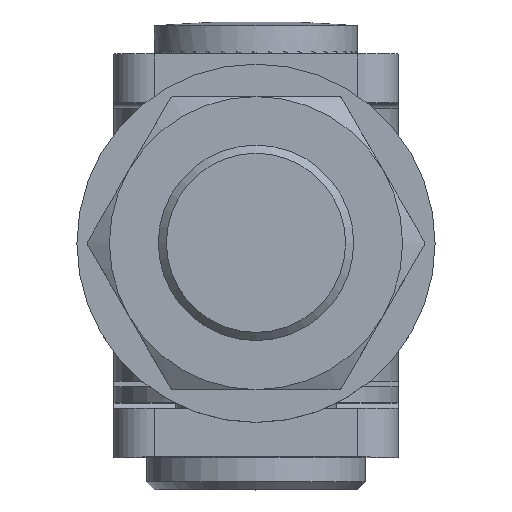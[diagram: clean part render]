
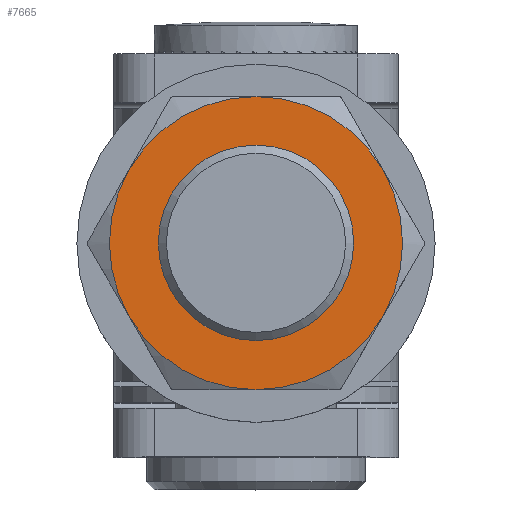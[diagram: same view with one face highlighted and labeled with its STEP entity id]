
A CAD part, top view. The second image highlights one B-rep face of the part: STEP entity #7665.
In plain terms, the highlighted face is planar.
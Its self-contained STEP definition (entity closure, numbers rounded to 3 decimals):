
#188 = ORIENTED_EDGE ( 'NONE', *, *, #18900, .F. ) ;
#360 = DIRECTION ( 'NONE',  ( 0., -1., 0. ) ) ;
#543 = FACE_OUTER_BOUND ( 'NONE', #3590, .T. ) ;
#764 = DIRECTION ( 'NONE',  ( 0., 1., 0. ) ) ;
#867 = VERTEX_POINT ( 'NONE', #9008 ) ;
#1400 = CARTESIAN_POINT ( 'NONE',  ( 0., 5., 0. ) ) ;
#1608 = CARTESIAN_POINT ( 'NONE',  ( 0., 5., -18. ) ) ;
#1893 = DIRECTION ( 'NONE',  ( 0., -1., 0. ) ) ;
#1987 = CARTESIAN_POINT ( 'NONE',  ( -15.588, 5., 9. ) ) ;
#2386 = CARTESIAN_POINT ( 'NONE',  ( 15.588, 5., 9. ) ) ;
#2568 = AXIS2_PLACEMENT_3D ( 'NONE', #10097, #764, #23061 ) ;
#3590 = EDGE_LOOP ( 'NONE', ( #9427, #15903, #23811, #188, #4831, #14282 ) ) ;
#3754 = CARTESIAN_POINT ( 'NONE',  ( 0., 5., 0. ) ) ;
#3804 = DIRECTION ( 'NONE',  ( 0., -1., 0. ) ) ;
#3947 = EDGE_CURVE ( 'NONE', #22050, #14315, #17284, .T. ) ;
#4044 = ORIENTED_EDGE ( 'NONE', *, *, #23091, .T. ) ;
#4454 = DIRECTION ( 'NONE',  ( 0., 0., 1. ) ) ;
#4671 = DIRECTION ( 'NONE',  ( 0., 0., -1. ) ) ;
#4760 = DIRECTION ( 'NONE',  ( 0., -1., 0. ) ) ;
#4831 = ORIENTED_EDGE ( 'NONE', *, *, #3947, .F. ) ;
#4964 = DIRECTION ( 'NONE',  ( 0., -1., 0. ) ) ;
#5381 = VERTEX_POINT ( 'NONE', #23415 ) ;
#5445 = FACE_BOUND ( 'NONE', #12320, .T. ) ;
#6059 = DIRECTION ( 'NONE',  ( 0., 0., 1. ) ) ;
#6333 = AXIS2_PLACEMENT_3D ( 'NONE', #23830, #20444, #22118 ) ;
#6449 = VERTEX_POINT ( 'NONE', #2386 ) ;
#6582 = CIRCLE ( 'NONE', #6333, 18. ) ;
#7023 = AXIS2_PLACEMENT_3D ( 'NONE', #3754, #1893, #20529 ) ;
#7665 = ADVANCED_FACE ( 'NONE', ( #5445, #543 ), #19108, .T. ) ;
#8389 = AXIS2_PLACEMENT_3D ( 'NONE', #12794, #3804, #13127 ) ;
#8995 = EDGE_CURVE ( 'NONE', #12276, #22050, #6582, .T. ) ;
#9008 = CARTESIAN_POINT ( 'NONE',  ( 0., 5., 18. ) ) ;
#9249 = EDGE_CURVE ( 'NONE', #6449, #867, #19039, .T. ) ;
#9427 = ORIENTED_EDGE ( 'NONE', *, *, #16445, .F. ) ;
#10097 = CARTESIAN_POINT ( 'NONE',  ( 0., 5., 0. ) ) ;
#10418 = AXIS2_PLACEMENT_3D ( 'NONE', #15742, #15654, #4671 ) ;
#10498 = CIRCLE ( 'NONE', #16040, 11. ) ;
#10560 = CIRCLE ( 'NONE', #8389, 18. ) ;
#11678 = AXIS2_PLACEMENT_3D ( 'NONE', #19133, #4760, #4454 ) ;
#12276 = VERTEX_POINT ( 'NONE', #1987 ) ;
#12320 = EDGE_LOOP ( 'NONE', ( #4044 ) ) ;
#12373 = CIRCLE ( 'NONE', #10418, 18. ) ;
#12794 = CARTESIAN_POINT ( 'NONE',  ( 0., 5., 0. ) ) ;
#13127 = DIRECTION ( 'NONE',  ( 0., 0., 1. ) ) ;
#14263 = AXIS2_PLACEMENT_3D ( 'NONE', #22328, #360, #6059 ) ;
#14282 = ORIENTED_EDGE ( 'NONE', *, *, #8995, .F. ) ;
#14315 = VERTEX_POINT ( 'NONE', #1608 ) ;
#15031 = CARTESIAN_POINT ( 'NONE',  ( 0., 5., 11. ) ) ;
#15654 = DIRECTION ( 'NONE',  ( 0., -1., 0. ) ) ;
#15742 = CARTESIAN_POINT ( 'NONE',  ( 0., 5., 0. ) ) ;
#15903 = ORIENTED_EDGE ( 'NONE', *, *, #9249, .F. ) ;
#15946 = EDGE_CURVE ( 'NONE', #5381, #6449, #23546, .T. ) ;
#16040 = AXIS2_PLACEMENT_3D ( 'NONE', #1400, #4964, #21268 ) ;
#16445 = EDGE_CURVE ( 'NONE', #867, #12276, #10560, .T. ) ;
#17284 = CIRCLE ( 'NONE', #14263, 18. ) ;
#18900 = EDGE_CURVE ( 'NONE', #14315, #5381, #12373, .T. ) ;
#19039 = CIRCLE ( 'NONE', #11678, 18. ) ;
#19108 = PLANE ( 'NONE',  #2568 ) ;
#19133 = CARTESIAN_POINT ( 'NONE',  ( 0., 5., 0. ) ) ;
#19399 = CARTESIAN_POINT ( 'NONE',  ( -15.588, 5., -9. ) ) ;
#20444 = DIRECTION ( 'NONE',  ( 0., -1., 0. ) ) ;
#20529 = DIRECTION ( 'NONE',  ( 0., 0., 1. ) ) ;
#21268 = DIRECTION ( 'NONE',  ( 0., 0., 1. ) ) ;
#22050 = VERTEX_POINT ( 'NONE', #19399 ) ;
#22118 = DIRECTION ( 'NONE',  ( 0., 0., 1. ) ) ;
#22328 = CARTESIAN_POINT ( 'NONE',  ( 0., 5., 0. ) ) ;
#22701 = VERTEX_POINT ( 'NONE', #15031 ) ;
#23061 = DIRECTION ( 'NONE',  ( 0., 0., 1. ) ) ;
#23091 = EDGE_CURVE ( 'NONE', #22701, #22701, #10498, .T. ) ;
#23415 = CARTESIAN_POINT ( 'NONE',  ( 15.588, 5., -9. ) ) ;
#23546 = CIRCLE ( 'NONE', #7023, 18. ) ;
#23811 = ORIENTED_EDGE ( 'NONE', *, *, #15946, .F. ) ;
#23830 = CARTESIAN_POINT ( 'NONE',  ( 0., 5., 0. ) ) ;
